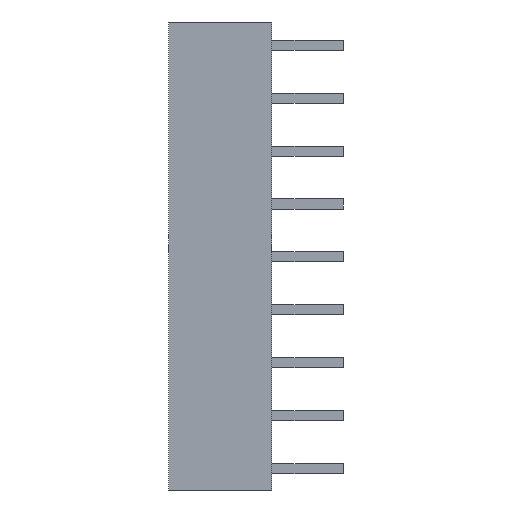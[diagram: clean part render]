
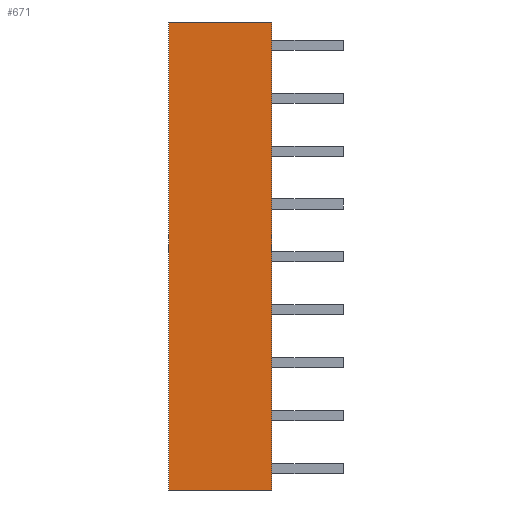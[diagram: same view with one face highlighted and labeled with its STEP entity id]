
A CAD part, left-side view. The second image highlights one B-rep face of the part: STEP entity #671.
In plain terms, the highlighted planar face has unit normal (-1, 0, 0).
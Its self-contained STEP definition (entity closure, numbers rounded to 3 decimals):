
#1=DIRECTION('',(0.,-1.,0.));
#2=VECTOR('',#1,4.95);
#3=CARTESIAN_POINT('',(-1.08,4.95,0.));
#4=LINE('',#3,#2);
#17=DIRECTION('',(0.,-1.,0.));
#18=VECTOR('',#17,4.95);
#19=CARTESIAN_POINT('',(-1.08,4.95,22.45));
#20=LINE('',#19,#18);
#21=DIRECTION('',(0.,0.,1.));
#22=VECTOR('',#21,22.45);
#23=CARTESIAN_POINT('',(-1.08,4.95,0.));
#24=LINE('',#23,#22);
#189=DIRECTION('',(0.,0.,1.));
#190=VECTOR('',#189,22.45);
#191=CARTESIAN_POINT('',(-1.08,0.,0.));
#192=LINE('',#191,#190);
#481=CARTESIAN_POINT('',(-1.08,4.95,0.));
#482=CARTESIAN_POINT('',(-1.08,0.,0.));
#483=VERTEX_POINT('',#481);
#484=VERTEX_POINT('',#482);
#633=CARTESIAN_POINT('',(-1.08,4.95,22.45));
#634=CARTESIAN_POINT('',(-1.08,0.,22.45));
#635=VERTEX_POINT('',#633);
#636=VERTEX_POINT('',#634);
#657=CARTESIAN_POINT('',(-1.08,4.95,0.));
#658=DIRECTION('',(-1.,0.,0.));
#659=DIRECTION('',(0.,-1.,0.));
#660=AXIS2_PLACEMENT_3D('',#657,#658,#659);
#661=PLANE('',#660);
#663=ORIENTED_EDGE('',*,*,#662,.T.);
#665=ORIENTED_EDGE('',*,*,#664,.F.);
#666=ORIENTED_EDGE('',*,*,#646,.F.);
#668=ORIENTED_EDGE('',*,*,#667,.T.);
#669=EDGE_LOOP('',(#663,#665,#666,#668));
#670=FACE_OUTER_BOUND('',#669,.F.);
#646=EDGE_CURVE('',#483,#484,#4,.T.);
#662=EDGE_CURVE('',#635,#636,#20,.T.);
#664=EDGE_CURVE('',#484,#636,#192,.T.);
#667=EDGE_CURVE('',#483,#635,#24,.T.);
#671=ADVANCED_FACE('',(#670),#661,.T.);
